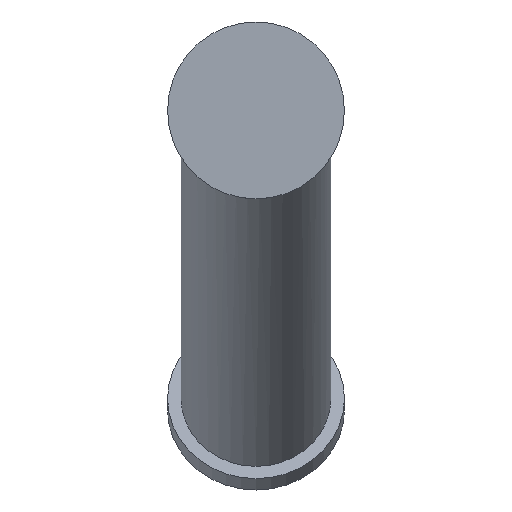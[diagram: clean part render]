
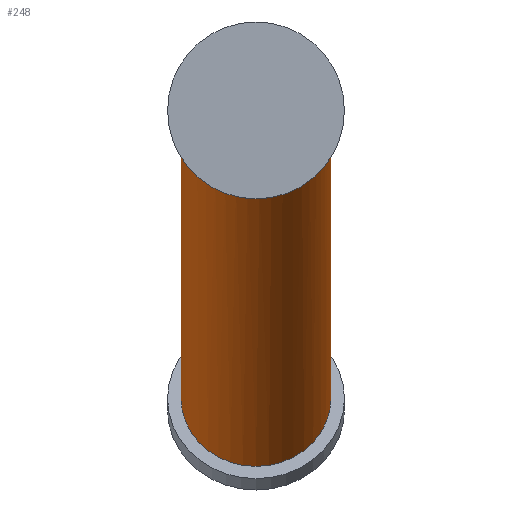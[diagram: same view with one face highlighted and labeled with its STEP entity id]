
A CAD part, top view. The second image highlights one B-rep face of the part: STEP entity #248.
In plain terms, the highlighted cylindrical face has radius 69.85 mm (diameter 139.7 mm), a partial arc.
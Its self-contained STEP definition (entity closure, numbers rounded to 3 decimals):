
#77 = AXIS2_PLACEMENT_3D ( 'NONE', #1162, #171, #396 ) ;
#101 = ORIENTED_EDGE ( 'NONE', *, *, #841, .F. ) ;
#136 = ORIENTED_EDGE ( 'NONE', *, *, #212, .F. ) ;
#144 = EDGE_CURVE ( 'NONE', #754, #881, #1040, .T. ) ;
#165 = DIRECTION ( 'NONE',  ( 0., -0.423, -0.906 ) ) ;
#171 = DIRECTION ( 'NONE',  ( 0., -0.423, -0.906 ) ) ;
#212 = EDGE_CURVE ( 'Defeatured_0_11+Defeatured_0_8+Defeatured_0_8+Defeatured_0_8', #881, #1377, #1315, .T. ) ;
#225 =( BOUNDED_CURVE ( )  B_SPLINE_CURVE ( 3, ( #676, #1001, #1228, #339 ),
 .UNSPECIFIED., .F., .T. ) 
 B_SPLINE_CURVE_WITH_KNOTS ( ( 4, 4 ),
 ( 4.712, 7.854 ),
 .UNSPECIFIED. ) 
 CURVE ( )  GEOMETRIC_REPRESENTATION_ITEM ( )  RATIONAL_B_SPLINE_CURVE ( ( 1., 0.333, 0.333, 1. ) ) 
 REPRESENTATION_ITEM ( '' )  );
#248 = ADVANCED_FACE ( 'Defeatured_0_8', ( #583 ), #1133, .T. ) ;
#339 = CARTESIAN_POINT ( 'NONE',  ( 69.85, 0., -158.017 ) ) ;
#382 = CARTESIAN_POINT ( 'NONE',  ( -69.85, 70.082, -7.725 ) ) ;
#396 = DIRECTION ( 'NONE',  ( 1., 0., 0. ) ) ;
#455 = ORIENTED_EDGE ( 'NONE', *, *, #693, .T. ) ;
#479 = VERTEX_POINT ( 'NONE', #1311 ) ;
#583 = FACE_OUTER_BOUND ( 'NONE', #821, .T. ) ;
#645 = VECTOR ( 'NONE', #699, 1000. ) ;
#676 = CARTESIAN_POINT ( 'NONE',  ( -69.85, 0., -158.017 ) ) ;
#693 = EDGE_CURVE ( 'NONE', #479, #1377, #1241, .T. ) ;
#699 = DIRECTION ( 'NONE',  ( 0., -0.423, -0.906 ) ) ;
#716 = CARTESIAN_POINT ( 'NONE',  ( 69.85, 70.082, -7.725 ) ) ;
#754 = VERTEX_POINT ( 'NONE', #1288 ) ;
#763 = CARTESIAN_POINT ( 'NONE',  ( -69.85, -267.524, -731.725 ) ) ;
#821 = EDGE_LOOP ( 'NONE', ( #101, #455, #136, #1426 ) ) ;
#841 = EDGE_CURVE ( 'Defeatured_0_15+Defeatured_0_8+Defeatured_0_8+Defeatured_0_8', #479, #754, #225, .T. ) ;
#881 = VERTEX_POINT ( 'NONE', #1000 ) ;
#949 = VECTOR ( 'NONE', #1177, 1000. ) ;
#1000 = CARTESIAN_POINT ( 'NONE',  ( 69.85, -267.524, -731.725 ) ) ;
#1001 = CARTESIAN_POINT ( 'NONE',  ( -69.85, -139.7, -127.046 ) ) ;
#1040 = LINE ( 'NONE', #716, #645 ) ;
#1067 = AXIS2_PLACEMENT_3D ( 'NONE', #1364, #165, #1391 ) ;
#1133 = CYLINDRICAL_SURFACE ( 'NONE', #77, 69.85 ) ;
#1162 = CARTESIAN_POINT ( 'NONE',  ( 0., 70.082, -7.725 ) ) ;
#1177 = DIRECTION ( 'NONE',  ( 0., -0.423, -0.906 ) ) ;
#1228 = CARTESIAN_POINT ( 'NONE',  ( 69.85, -139.7, -127.046 ) ) ;
#1241 = LINE ( 'NONE', #382, #949 ) ;
#1288 = CARTESIAN_POINT ( 'NONE',  ( 69.85, 0., -158.017 ) ) ;
#1311 = CARTESIAN_POINT ( 'NONE',  ( -69.85, 0., -158.017 ) ) ;
#1315 = CIRCLE ( 'NONE', #1067, 69.85 ) ;
#1364 = CARTESIAN_POINT ( 'NONE',  ( 0., -267.524, -731.725 ) ) ;
#1377 = VERTEX_POINT ( 'NONE', #763 ) ;
#1391 = DIRECTION ( 'NONE',  ( -1., 0., 0. ) ) ;
#1426 = ORIENTED_EDGE ( 'NONE', *, *, #144, .F. ) ;
